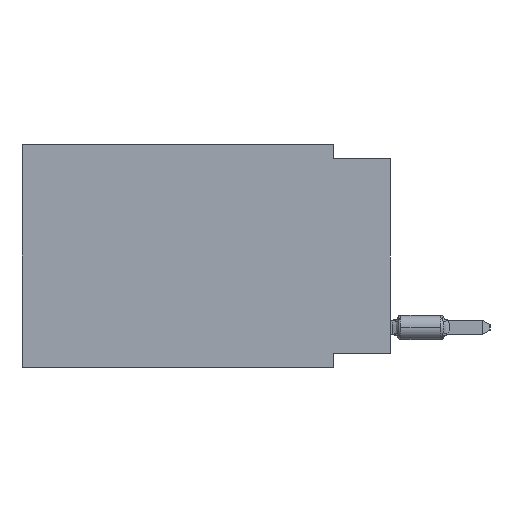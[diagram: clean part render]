
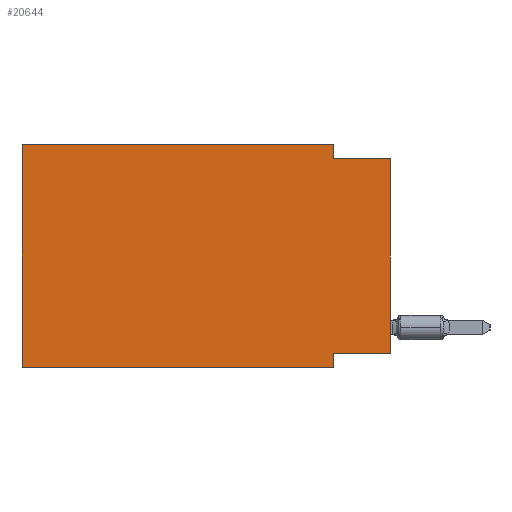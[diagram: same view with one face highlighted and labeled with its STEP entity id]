
A CAD part, left-side view. The second image highlights one B-rep face of the part: STEP entity #20644.
In plain terms, the highlighted planar face has unit normal (-1, 0, 0).
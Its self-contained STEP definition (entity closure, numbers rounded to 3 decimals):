
#147 = CARTESIAN_POINT ( 'NONE',  ( 0., 0., -9.271 ) ) ;
#908 = EDGE_CURVE ( 'NONE', #3856, #2649, #9452, .T. ) ;
#932 = LINE ( 'NONE', #15504, #4547 ) ;
#1009 = CARTESIAN_POINT ( 'NONE',  ( 0., 0., -9.271 ) ) ;
#1077 = CARTESIAN_POINT ( 'NONE',  ( 0., 16.383, 0. ) ) ;
#2205 = VECTOR ( 'NONE', #8713, 1000. ) ;
#2307 = CARTESIAN_POINT ( 'NONE',  ( 0., 16.383, 0. ) ) ;
#2379 = CARTESIAN_POINT ( 'NONE',  ( 0., 2.54, -0.635 ) ) ;
#2551 = VECTOR ( 'NONE', #8870, 1000. ) ;
#2649 = VERTEX_POINT ( 'NONE', #10484 ) ;
#2927 = EDGE_CURVE ( 'NONE', #3856, #20069, #6745, .T. ) ;
#3046 = CARTESIAN_POINT ( 'NONE',  ( 0., 0., 0. ) ) ;
#3195 = VERTEX_POINT ( 'NONE', #1077 ) ;
#3614 = CARTESIAN_POINT ( 'NONE',  ( 0., 16.383, 0. ) ) ;
#3740 = DIRECTION ( 'NONE',  ( 1., 0., 0. ) ) ;
#3856 = VERTEX_POINT ( 'NONE', #1009 ) ;
#3976 = DIRECTION ( 'NONE',  ( 0., -1., 0. ) ) ;
#4258 = EDGE_LOOP ( 'NONE', ( #11369, #18614, #14578, #7669, #6843, #15193, #18458, #8498 ) ) ;
#4547 = VECTOR ( 'NONE', #5419, 1000. ) ;
#5206 = LINE ( 'NONE', #3614, #18844 ) ;
#5419 = DIRECTION ( 'NONE',  ( 0., 0., -1. ) ) ;
#5570 = CARTESIAN_POINT ( 'NONE',  ( 0., 0., -0.635 ) ) ;
#6063 = EDGE_CURVE ( 'NONE', #18922, #20299, #8000, .T. ) ;
#6745 = LINE ( 'NONE', #147, #18957 ) ;
#6843 = ORIENTED_EDGE ( 'NONE', *, *, #15595, .F. ) ;
#7006 = LINE ( 'NONE', #2307, #2205 ) ;
#7014 = VERTEX_POINT ( 'NONE', #16402 ) ;
#7214 = EDGE_CURVE ( 'NONE', #15855, #7014, #8969, .T. ) ;
#7669 = ORIENTED_EDGE ( 'NONE', *, *, #17168, .F. ) ;
#7934 = EDGE_CURVE ( 'NONE', #20069, #7014, #932, .T. ) ;
#8000 = LINE ( 'NONE', #9391, #13053 ) ;
#8498 = ORIENTED_EDGE ( 'NONE', *, *, #2927, .F. ) ;
#8713 = DIRECTION ( 'NONE',  ( 0., -1., 0. ) ) ;
#8757 = PLANE ( 'NONE',  #13992 ) ;
#8795 = EDGE_CURVE ( 'NONE', #20299, #2649, #14927, .T. ) ;
#8870 = DIRECTION ( 'NONE',  ( 0., -1., 0. ) ) ;
#8969 = LINE ( 'NONE', #15550, #12751 ) ;
#9391 = CARTESIAN_POINT ( 'NONE',  ( 0., 2.54, 0. ) ) ;
#9452 = LINE ( 'NONE', #3046, #14341 ) ;
#9741 = DIRECTION ( 'NONE',  ( 0., 1., 0. ) ) ;
#10056 = CARTESIAN_POINT ( 'NONE',  ( 0., 2.54, 0. ) ) ;
#10237 = DIRECTION ( 'NONE',  ( 0., 0., -1. ) ) ;
#10484 = CARTESIAN_POINT ( 'NONE',  ( 0., 0., -0.635 ) ) ;
#10731 = DIRECTION ( 'NONE',  ( 0., 0., 1. ) ) ;
#11120 = CARTESIAN_POINT ( 'NONE',  ( 0., 2.54, -9.271 ) ) ;
#11369 = ORIENTED_EDGE ( 'NONE', *, *, #908, .T. ) ;
#11933 = FACE_OUTER_BOUND ( 'NONE', #4258, .T. ) ;
#12751 = VECTOR ( 'NONE', #3976, 1000. ) ;
#13053 = VECTOR ( 'NONE', #14047, 1000. ) ;
#13992 = AXIS2_PLACEMENT_3D ( 'NONE', #17011, #3740, #10237 ) ;
#14047 = DIRECTION ( 'NONE',  ( 0., 0., -1. ) ) ;
#14320 = CARTESIAN_POINT ( 'NONE',  ( 0., 16.383, -9.906 ) ) ;
#14341 = VECTOR ( 'NONE', #10731, 1000. ) ;
#14578 = ORIENTED_EDGE ( 'NONE', *, *, #6063, .F. ) ;
#14885 = DIRECTION ( 'NONE',  ( 0., 0., 1. ) ) ;
#14927 = LINE ( 'NONE', #5570, #2551 ) ;
#15193 = ORIENTED_EDGE ( 'NONE', *, *, #7214, .T. ) ;
#15504 = CARTESIAN_POINT ( 'NONE',  ( 0., 2.54, -9.906 ) ) ;
#15550 = CARTESIAN_POINT ( 'NONE',  ( 0., 16.383, -9.906 ) ) ;
#15595 = EDGE_CURVE ( 'NONE', #15855, #3195, #5206, .T. ) ;
#15855 = VERTEX_POINT ( 'NONE', #14320 ) ;
#16402 = CARTESIAN_POINT ( 'NONE',  ( 0., 2.54, -9.906 ) ) ;
#17011 = CARTESIAN_POINT ( 'NONE',  ( 0., 16.383, 0. ) ) ;
#17168 = EDGE_CURVE ( 'NONE', #3195, #18922, #7006, .T. ) ;
#18458 = ORIENTED_EDGE ( 'NONE', *, *, #7934, .F. ) ;
#18614 = ORIENTED_EDGE ( 'NONE', *, *, #8795, .F. ) ;
#18844 = VECTOR ( 'NONE', #14885, 1000. ) ;
#18922 = VERTEX_POINT ( 'NONE', #10056 ) ;
#18957 = VECTOR ( 'NONE', #9741, 1000. ) ;
#20069 = VERTEX_POINT ( 'NONE', #11120 ) ;
#20299 = VERTEX_POINT ( 'NONE', #2379 ) ;
#20644 = ADVANCED_FACE ( 'NONE', ( #11933 ), #8757, .F. ) ;
